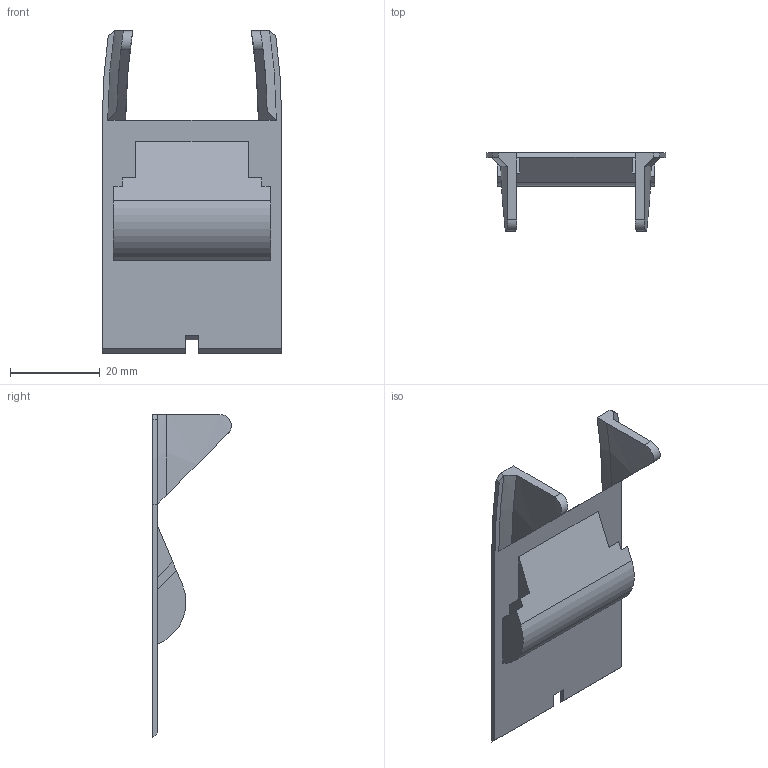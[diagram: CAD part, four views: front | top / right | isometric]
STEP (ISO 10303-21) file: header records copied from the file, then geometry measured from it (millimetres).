
FILE_DESCRIPTION(/* description */ (''),/* implementation_level */ '2;1');
FILE_NAME(/* name */ 'Support-cap.step',/* time_stamp */ '2017-10-27T11:40:21+02:00',/* author */ (''),/* organization */ (''),/* preprocessor_version */ 'ST-DEVELOPER v16.13',/* originating_system */ 'Autodesk Translation Framework v6.5.0.72',/* authorisation */ '');
FILE_SCHEMA (('AUTOMOTIVE_DESIGN { 1 0 10303 214 3 1 1 }'));
Length unit declared in the file: millimetre
Products named in the file (1): Support-cap
Bounding box: 40 x 17.46 x 71.91 mm (x, y, z)
Volume: 3764.6 mm3; surface area: 6417.4 mm2
Topology: 1 solids, 1 shells, 48 faces, 132 edges, 88 vertices
Faces by surface type: plane 32, bspline 12, cylinder 4
Entity records: 1904 total; most frequent: CARTESIAN_POINT 747, ORIENTED_EDGE 264, DIRECTION 172, EDGE_CURVE 132, VERTEX_POINT 88, LINE 86, VECTOR 86, EDGE_LOOP 50
